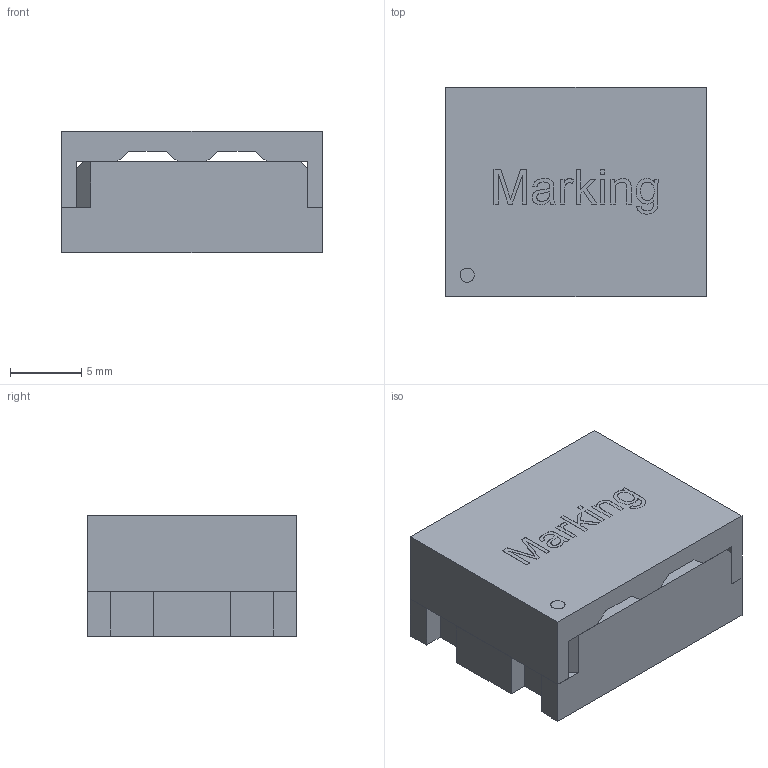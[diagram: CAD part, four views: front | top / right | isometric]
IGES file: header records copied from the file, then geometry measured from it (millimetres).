
Start section: C
Global section: file name: 7490220123.igs; native system: By Siemens PLM Incorporated; preprocessor: XPlus GENERIC/IGES 17.0.49; author: Author; organization: Title; date: 20151119.152406; units: millimetre
Bounding box: 18.29 x 14.7 x 8.55 mm (x, y, z)
Volume: 1408.6 mm3; surface area: 2224.6 mm2
Topology: 2 solids, 2 shells, 322 faces, 923 edges, 618 vertices
Faces by surface type: bspline 322
